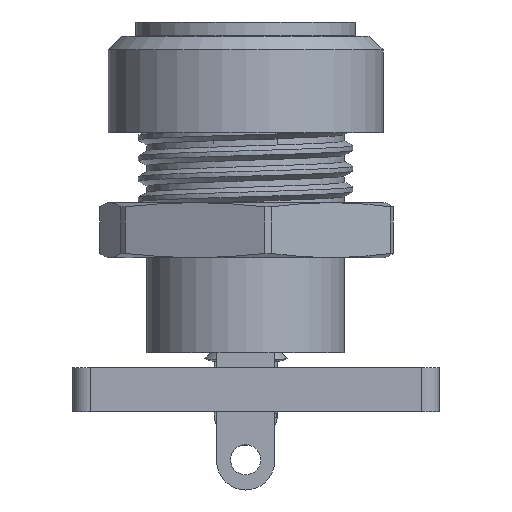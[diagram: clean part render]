
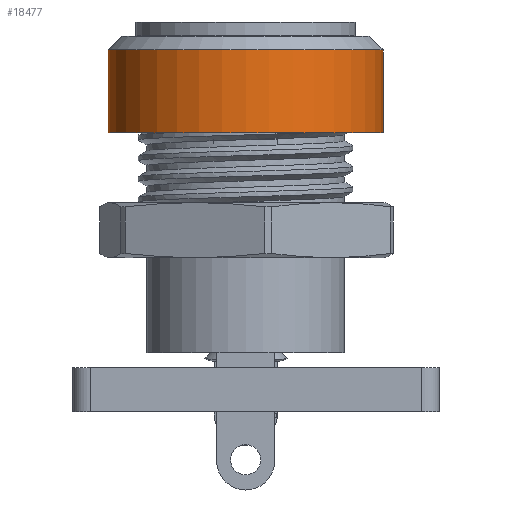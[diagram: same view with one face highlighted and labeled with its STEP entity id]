
A CAD part, front view. The second image highlights one B-rep face of the part: STEP entity #18477.
In plain terms, the highlighted cylindrical face has radius 5 mm (diameter 10 mm), a full revolution.
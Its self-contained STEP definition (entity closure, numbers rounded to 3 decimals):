
#18361 = CONICAL_SURFACE('',#18362,4.5,0.785);
#18362 = AXIS2_PLACEMENT_3D('',#18363,#18364,#18365);
#18363 = CARTESIAN_POINT('',(-0.062,0.443,12.));
#18364 = DIRECTION('',(0.,0.,-1.));
#18365 = DIRECTION('',(1.,0.,0.));
#18407 = VERTEX_POINT('',#18408);
#18408 = CARTESIAN_POINT('',(-5.062,0.443,11.5));
#18428 = EDGE_CURVE('',#18407,#18407,#18429,.T.);
#18429 = SURFACE_CURVE('',#18430,(#18435,#18464),.PCURVE_S1.);
#18430 = CIRCLE('',#18431,5.);
#18431 = AXIS2_PLACEMENT_3D('',#18432,#18433,#18434);
#18432 = CARTESIAN_POINT('',(-0.062,0.443,11.5));
#18433 = DIRECTION('',(0.,0.,1.));
#18434 = DIRECTION('',(1.,0.,0.));
#18435 = PCURVE('',#18361,#18436);
#18436 = DEFINITIONAL_REPRESENTATION('',(#18437),#18463);
#18437 = B_SPLINE_CURVE_WITH_KNOTS('',3,(#18438,#18439,#18440,#18441,
    #18442,#18443,#18444,#18445,#18446,#18447,#18448,#18449,#18450,
    #18451,#18452,#18453,#18454,#18455,#18456,#18457,#18458,#18459,
    #18460,#18461,#18462),.UNSPECIFIED.,.F.,.F.,(4,1,1,1,1,1,1,1,1,1,1,1
    ,1,1,1,1,1,1,1,1,1,1,4),(3.142,3.427,3.713
    ,3.998,4.284,4.57,4.855,
    5.141,5.426,5.712,5.998,
    6.283,6.569,6.854,7.14,
    7.426,7.711,7.997,8.282,
    8.568,8.854,9.139,9.425),
  .QUASI_UNIFORM_KNOTS.);
#18438 = CARTESIAN_POINT('',(3.142,0.5));
#18439 = CARTESIAN_POINT('',(3.046,0.5));
#18440 = CARTESIAN_POINT('',(2.856,0.5));
#18441 = CARTESIAN_POINT('',(2.57,0.5));
#18442 = CARTESIAN_POINT('',(2.285,0.5));
#18443 = CARTESIAN_POINT('',(1.999,0.5));
#18444 = CARTESIAN_POINT('',(1.714,0.5));
#18445 = CARTESIAN_POINT('',(1.428,0.5));
#18446 = CARTESIAN_POINT('',(1.142,0.5));
#18447 = CARTESIAN_POINT('',(0.857,0.5));
#18448 = CARTESIAN_POINT('',(0.571,0.5));
#18449 = CARTESIAN_POINT('',(0.286,0.5));
#18450 = CARTESIAN_POINT('',(0.,0.5));
#18451 = CARTESIAN_POINT('',(-0.286,0.5));
#18452 = CARTESIAN_POINT('',(-0.571,0.5));
#18453 = CARTESIAN_POINT('',(-0.857,0.5));
#18454 = CARTESIAN_POINT('',(-1.142,0.5));
#18455 = CARTESIAN_POINT('',(-1.428,0.5));
#18456 = CARTESIAN_POINT('',(-1.714,0.5));
#18457 = CARTESIAN_POINT('',(-1.999,0.5));
#18458 = CARTESIAN_POINT('',(-2.285,0.5));
#18459 = CARTESIAN_POINT('',(-2.57,0.5));
#18460 = CARTESIAN_POINT('',(-2.856,0.5));
#18461 = CARTESIAN_POINT('',(-3.046,0.5));
#18462 = CARTESIAN_POINT('',(-3.142,0.5));
#18463 = ( GEOMETRIC_REPRESENTATION_CONTEXT(2) 
PARAMETRIC_REPRESENTATION_CONTEXT() REPRESENTATION_CONTEXT('2D SPACE',''
  ) );
#18464 = PCURVE('',#18465,#18470);
#18465 = CYLINDRICAL_SURFACE('',#18466,5.);
#18466 = AXIS2_PLACEMENT_3D('',#18467,#18468,#18469);
#18467 = CARTESIAN_POINT('',(-0.062,0.443,8.5));
#18468 = DIRECTION('',(0.,0.,1.));
#18469 = DIRECTION('',(-1.,0.,0.));
#18470 = DEFINITIONAL_REPRESENTATION('',(#18471),#18475);
#18471 = LINE('',#18472,#18473);
#18472 = CARTESIAN_POINT('',(-3.142,3.));
#18473 = VECTOR('',#18474,1.);
#18474 = DIRECTION('',(1.,0.));
#18475 = ( GEOMETRIC_REPRESENTATION_CONTEXT(2) 
PARAMETRIC_REPRESENTATION_CONTEXT() REPRESENTATION_CONTEXT('2D SPACE',''
  ) );
#18477 = ADVANCED_FACE('',(#18478),#18465,.T.);
#18478 = FACE_BOUND('',#18479,.T.);
#18479 = EDGE_LOOP('',(#18480,#18509,#18529,#18530));
#18480 = ORIENTED_EDGE('',*,*,#18481,.T.);
#18481 = EDGE_CURVE('',#18482,#18482,#18484,.T.);
#18482 = VERTEX_POINT('',#18483);
#18483 = CARTESIAN_POINT('',(-5.062,0.443,8.5));
#18484 = SURFACE_CURVE('',#18485,(#18490,#18497),.PCURVE_S1.);
#18485 = CIRCLE('',#18486,5.);
#18486 = AXIS2_PLACEMENT_3D('',#18487,#18488,#18489);
#18487 = CARTESIAN_POINT('',(-0.062,0.443,8.5));
#18488 = DIRECTION('',(0.,0.,1.));
#18489 = DIRECTION('',(-1.,0.,0.));
#18490 = PCURVE('',#18465,#18491);
#18491 = DEFINITIONAL_REPRESENTATION('',(#18492),#18496);
#18492 = LINE('',#18493,#18494);
#18493 = CARTESIAN_POINT('',(0.,0.));
#18494 = VECTOR('',#18495,1.);
#18495 = DIRECTION('',(1.,0.));
#18496 = ( GEOMETRIC_REPRESENTATION_CONTEXT(2) 
PARAMETRIC_REPRESENTATION_CONTEXT() REPRESENTATION_CONTEXT('2D SPACE',''
  ) );
#18497 = PCURVE('',#18498,#18503);
#18498 = PLANE('',#18499);
#18499 = AXIS2_PLACEMENT_3D('',#18500,#18501,#18502);
#18500 = CARTESIAN_POINT('',(-0.062,0.443,8.5));
#18501 = DIRECTION('',(0.,0.,1.));
#18502 = DIRECTION('',(-1.,0.,0.));
#18503 = DEFINITIONAL_REPRESENTATION('',(#18504),#18508);
#18504 = CIRCLE('',#18505,5.);
#18505 = AXIS2_PLACEMENT_2D('',#18506,#18507);
#18506 = CARTESIAN_POINT('',(0.,0.));
#18507 = DIRECTION('',(1.,0.));
#18508 = ( GEOMETRIC_REPRESENTATION_CONTEXT(2) 
PARAMETRIC_REPRESENTATION_CONTEXT() REPRESENTATION_CONTEXT('2D SPACE',''
  ) );
#18509 = ORIENTED_EDGE('',*,*,#18510,.T.);
#18510 = EDGE_CURVE('',#18482,#18407,#18511,.T.);
#18511 = SEAM_CURVE('',#18512,(#18515,#18522),.PCURVE_S1.);
#18512 = B_SPLINE_CURVE_WITH_KNOTS('',1,(#18513,#18514),.UNSPECIFIED.,
  .F.,.F.,(2,2),(0.,3.),.PIECEWISE_BEZIER_KNOTS.);
#18513 = CARTESIAN_POINT('',(-5.062,0.443,8.5));
#18514 = CARTESIAN_POINT('',(-5.062,0.443,11.5));
#18515 = PCURVE('',#18465,#18516);
#18516 = DEFINITIONAL_REPRESENTATION('',(#18517),#18521);
#18517 = LINE('',#18518,#18519);
#18518 = CARTESIAN_POINT('',(6.283,0.));
#18519 = VECTOR('',#18520,1.);
#18520 = DIRECTION('',(0.,1.));
#18521 = ( GEOMETRIC_REPRESENTATION_CONTEXT(2) 
PARAMETRIC_REPRESENTATION_CONTEXT() REPRESENTATION_CONTEXT('2D SPACE',''
  ) );
#18522 = PCURVE('',#18465,#18523);
#18523 = DEFINITIONAL_REPRESENTATION('',(#18524),#18528);
#18524 = LINE('',#18525,#18526);
#18525 = CARTESIAN_POINT('',(0.,0.));
#18526 = VECTOR('',#18527,1.);
#18527 = DIRECTION('',(0.,1.));
#18528 = ( GEOMETRIC_REPRESENTATION_CONTEXT(2) 
PARAMETRIC_REPRESENTATION_CONTEXT() REPRESENTATION_CONTEXT('2D SPACE',''
  ) );
#18529 = ORIENTED_EDGE('',*,*,#18428,.F.);
#18530 = ORIENTED_EDGE('',*,*,#18510,.F.);
